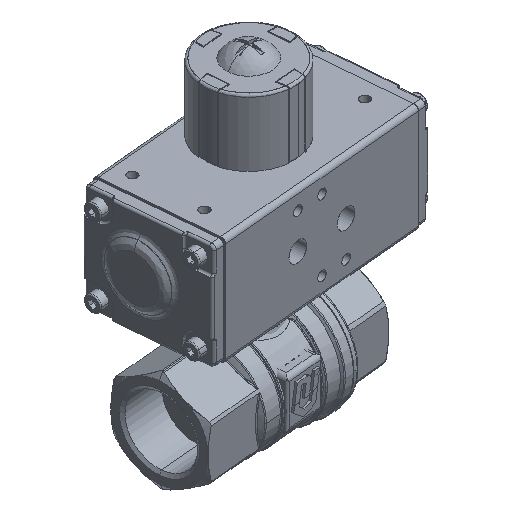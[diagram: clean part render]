
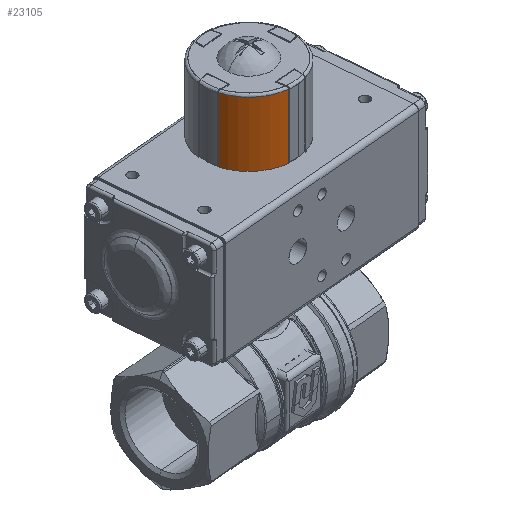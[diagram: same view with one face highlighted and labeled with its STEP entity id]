
A CAD part, isometric view. The second image highlights one B-rep face of the part: STEP entity #23105.
In plain terms, the highlighted cylindrical face has radius 20.5 mm (diameter 41 mm), a partial arc.
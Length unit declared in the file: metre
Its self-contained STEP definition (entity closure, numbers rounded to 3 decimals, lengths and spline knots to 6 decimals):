
#1885 = CIRCLE ( 'NONE', #82855, 0.0205 ) ;
#6703 = EDGE_CURVE ( 'NONE', #27979, #37306, #1885, .T. ) ;
#7086 = CARTESIAN_POINT ( 'NONE',  ( -0.017013, -0.004849, 0.20342 ) ) ;
#9830 = CARTESIAN_POINT ( 'NONE',  ( -0.036671, -0.010662, 0.17442 ) ) ;
#14618 = AXIS2_PLACEMENT_3D ( 'NONE', #7086, #72062, #85457 ) ;
#16901 = CARTESIAN_POINT ( 'NONE',  ( -0.019268, -0.025224, 0.20342 ) ) ;
#18526 = CARTESIAN_POINT ( 'NONE',  ( -0.017013, -0.004849, 0.20442 ) ) ;
#19452 = DIRECTION ( 'NONE',  ( -0.996, -0.089, 0. ) ) ;
#20218 = LINE ( 'NONE', #75127, #53307 ) ;
#20423 = CARTESIAN_POINT ( 'NONE',  ( -0.036671, -0.010662, 0.20442 ) ) ;
#21827 = ORIENTED_EDGE ( 'NONE', *, *, #75525, .T. ) ;
#22676 = ORIENTED_EDGE ( 'NONE', *, *, #6703, .T. ) ;
#23105 = ADVANCED_FACE ( 'NONE', ( #68351 ), #25474, .T. ) ;
#25474 = CYLINDRICAL_SURFACE ( 'NONE', #43283, 0.0205 ) ;
#26253 = ORIENTED_EDGE ( 'NONE', *, *, #90089, .T. ) ;
#27979 = VERTEX_POINT ( 'NONE', #9830 ) ;
#28677 = VERTEX_POINT ( 'NONE', #51339 ) ;
#28707 = EDGE_LOOP ( 'NONE', ( #75758, #22676, #26253, #21827 ) ) ;
#33237 = DIRECTION ( 'NONE',  ( 0., 0., 1. ) ) ;
#33972 = CARTESIAN_POINT ( 'NONE',  ( -0.019268, -0.025224, 0.17442 ) ) ;
#37306 = VERTEX_POINT ( 'NONE', #33972 ) ;
#43283 = AXIS2_PLACEMENT_3D ( 'NONE', #18526, #53613, #19452 ) ;
#50249 = VERTEX_POINT ( 'NONE', #16901 ) ;
#51339 = CARTESIAN_POINT ( 'NONE',  ( -0.036671, -0.010662, 0.20342 ) ) ;
#53307 = VECTOR ( 'NONE', #76499, 1. ) ;
#53613 = DIRECTION ( 'NONE',  ( 0., 0., -1. ) ) ;
#55944 = LINE ( 'NONE', #20423, #73484 ) ;
#56000 = EDGE_CURVE ( 'NONE', #28677, #27979, #55944, .T. ) ;
#63306 = DIRECTION ( 'NONE',  ( 0., 0., -1. ) ) ;
#68264 = CARTESIAN_POINT ( 'NONE',  ( -0.017013, -0.004849, 0.17442 ) ) ;
#68351 = FACE_OUTER_BOUND ( 'NONE', #28707, .T. ) ;
#72062 = DIRECTION ( 'NONE',  ( 0., 0., -1. ) ) ;
#73484 = VECTOR ( 'NONE', #63306, 1. ) ;
#75127 = CARTESIAN_POINT ( 'NONE',  ( -0.019268, -0.025224, 0.20442 ) ) ;
#75525 = EDGE_CURVE ( 'NONE', #50249, #28677, #91181, .T. ) ;
#75758 = ORIENTED_EDGE ( 'NONE', *, *, #56000, .T. ) ;
#76499 = DIRECTION ( 'NONE',  ( 0., 0., 1. ) ) ;
#82855 = AXIS2_PLACEMENT_3D ( 'NONE', #68264, #33237, #89940 ) ;
#85457 = DIRECTION ( 'NONE',  ( -0.996, -0.089, 0. ) ) ;
#89940 = DIRECTION ( 'NONE',  ( -0.996, -0.089, 0. ) ) ;
#90089 = EDGE_CURVE ( 'NONE', #37306, #50249, #20218, .T. ) ;
#91181 = CIRCLE ( 'NONE', #14618, 0.0205 ) ;
